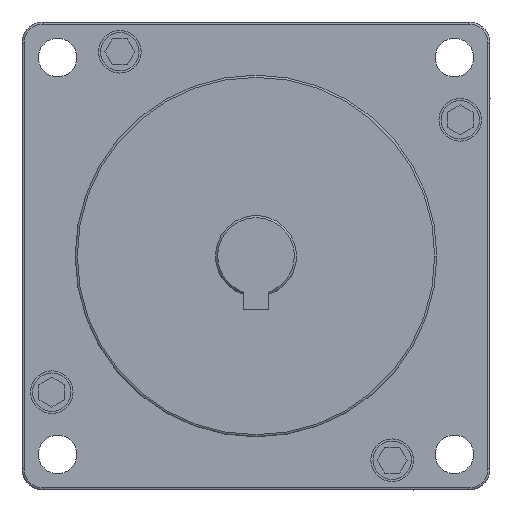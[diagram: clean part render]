
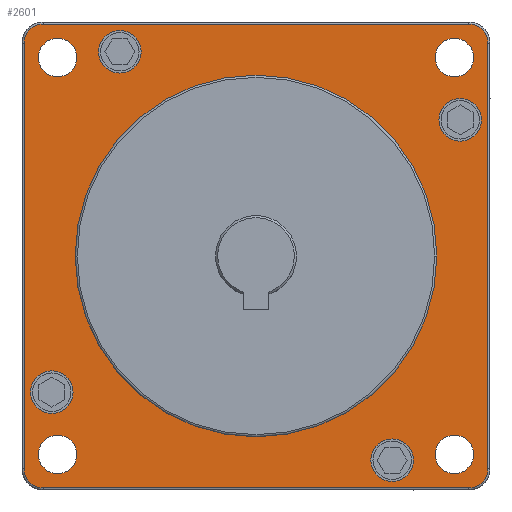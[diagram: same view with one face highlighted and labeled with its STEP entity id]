
A CAD part, left-side view. The second image highlights one B-rep face of the part: STEP entity #2601.
In plain terms, the highlighted planar face has unit normal (-1, 0, 0).
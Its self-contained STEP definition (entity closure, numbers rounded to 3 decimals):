
#1=CARTESIAN_POINT('',(0.,-46.65,-46.65));
#2=DIRECTION('',(-1.,0.,0.));
#3=DIRECTION('',(0.,-1.,0.));
#4=AXIS2_PLACEMENT_3D('',#1,#2,#3);
#6=CARTESIAN_POINT('',(0.,-46.65,-46.65));
#7=DIRECTION('',(-1.,0.,0.));
#8=DIRECTION('',(0.,1.,0.));
#9=AXIS2_PLACEMENT_3D('',#6,#7,#8);
#11=CARTESIAN_POINT('',(0.,46.65,-46.65));
#12=DIRECTION('',(-1.,0.,0.));
#13=DIRECTION('',(0.,-1.,0.));
#14=AXIS2_PLACEMENT_3D('',#11,#12,#13);
#16=CARTESIAN_POINT('',(0.,46.65,-46.65));
#17=DIRECTION('',(-1.,0.,0.));
#18=DIRECTION('',(0.,1.,0.));
#19=AXIS2_PLACEMENT_3D('',#16,#17,#18);
#21=CARTESIAN_POINT('',(0.,46.65,46.65));
#22=DIRECTION('',(-1.,0.,0.));
#23=DIRECTION('',(0.,-1.,0.));
#24=AXIS2_PLACEMENT_3D('',#21,#22,#23);
#26=CARTESIAN_POINT('',(0.,46.65,46.65));
#27=DIRECTION('',(-1.,0.,0.));
#28=DIRECTION('',(0.,1.,0.));
#29=AXIS2_PLACEMENT_3D('',#26,#27,#28);
#31=CARTESIAN_POINT('',(0.,-46.65,46.65));
#32=DIRECTION('',(-1.,0.,0.));
#33=DIRECTION('',(0.,-1.,0.));
#34=AXIS2_PLACEMENT_3D('',#31,#32,#33);
#36=CARTESIAN_POINT('',(0.,-46.65,46.65));
#37=DIRECTION('',(-1.,0.,0.));
#38=DIRECTION('',(0.,1.,0.));
#39=AXIS2_PLACEMENT_3D('',#36,#37,#38);
#41=CARTESIAN_POINT('',(0.,0.,0.));
#42=DIRECTION('',(-1.,0.,0.));
#43=DIRECTION('',(0.,1.,0.));
#44=AXIS2_PLACEMENT_3D('',#41,#42,#43);
#46=CARTESIAN_POINT('',(0.,0.,0.));
#47=DIRECTION('',(-1.,0.,0.));
#48=DIRECTION('',(0.,-1.,0.));
#49=AXIS2_PLACEMENT_3D('',#46,#47,#48);
#51=CARTESIAN_POINT('',(0.,-50.,-50.));
#52=DIRECTION('',(-1.,0.,0.));
#53=DIRECTION('',(0.,0.,-1.));
#54=AXIS2_PLACEMENT_3D('',#51,#52,#53);
#56=DIRECTION('',(0.,-1.,0.));
#57=VECTOR('',#56,100.);
#58=CARTESIAN_POINT('',(0.,50.,-54.5));
#59=LINE('',#58,#57);
#60=CARTESIAN_POINT('',(0.,50.,-50.));
#61=DIRECTION('',(-1.,0.,0.));
#62=DIRECTION('',(0.,1.,0.));
#63=AXIS2_PLACEMENT_3D('',#60,#61,#62);
#65=DIRECTION('',(0.,0.,-1.));
#66=VECTOR('',#65,100.);
#67=CARTESIAN_POINT('',(0.,54.5,50.));
#68=LINE('',#67,#66);
#69=CARTESIAN_POINT('',(0.,50.,50.));
#70=DIRECTION('',(-1.,0.,0.));
#71=DIRECTION('',(0.,0.,1.));
#72=AXIS2_PLACEMENT_3D('',#69,#70,#71);
#74=DIRECTION('',(0.,1.,0.));
#75=VECTOR('',#74,100.);
#76=CARTESIAN_POINT('',(0.,-50.,54.5));
#77=LINE('',#76,#75);
#78=CARTESIAN_POINT('',(0.,-50.,50.));
#79=DIRECTION('',(-1.,0.,0.));
#80=DIRECTION('',(0.,-1.,0.));
#81=AXIS2_PLACEMENT_3D('',#78,#79,#80);
#83=DIRECTION('',(0.,0.,1.));
#84=VECTOR('',#83,100.);
#85=CARTESIAN_POINT('',(0.,-54.5,-50.));
#86=LINE('',#85,#84);
#87=CARTESIAN_POINT('',(0.,-32.,-48.));
#88=DIRECTION('',(-1.,0.,0.));
#89=DIRECTION('',(0.,1.,0.));
#90=AXIS2_PLACEMENT_3D('',#87,#88,#89);
#92=CARTESIAN_POINT('',(0.,-32.,-48.));
#93=DIRECTION('',(-1.,0.,0.));
#94=DIRECTION('',(0.,-1.,0.));
#95=AXIS2_PLACEMENT_3D('',#92,#93,#94);
#131=CARTESIAN_POINT('',(0.,-48.,32.));
#132=DIRECTION('',(-1.,0.,0.));
#133=DIRECTION('',(0.,0.,-1.));
#134=AXIS2_PLACEMENT_3D('',#131,#132,#133);
#136=CARTESIAN_POINT('',(0.,-48.,32.));
#137=DIRECTION('',(-1.,0.,0.));
#138=DIRECTION('',(0.,0.,1.));
#139=AXIS2_PLACEMENT_3D('',#136,#137,#138);
#175=CARTESIAN_POINT('',(0.,32.,48.));
#176=DIRECTION('',(-1.,0.,0.));
#177=DIRECTION('',(0.,-1.,0.));
#178=AXIS2_PLACEMENT_3D('',#175,#176,#177);
#180=CARTESIAN_POINT('',(0.,32.,48.));
#181=DIRECTION('',(-1.,0.,0.));
#182=DIRECTION('',(0.,1.,0.));
#183=AXIS2_PLACEMENT_3D('',#180,#181,#182);
#219=CARTESIAN_POINT('',(0.,48.,-32.));
#220=DIRECTION('',(-1.,0.,0.));
#221=DIRECTION('',(0.,0.,1.));
#222=AXIS2_PLACEMENT_3D('',#219,#220,#221);
#224=CARTESIAN_POINT('',(0.,48.,-32.));
#225=DIRECTION('',(-1.,0.,0.));
#226=DIRECTION('',(0.,0.,-1.));
#227=AXIS2_PLACEMENT_3D('',#224,#225,#226);
#2064=CARTESIAN_POINT('',(0.,-51.15,-46.65));
#2065=CARTESIAN_POINT('',(0.,-42.15,-46.65));
#2066=VERTEX_POINT('',#2064);
#2067=VERTEX_POINT('',#2065);
#2068=CARTESIAN_POINT('',(0.,42.15,-46.65));
#2069=CARTESIAN_POINT('',(0.,51.15,-46.65));
#2070=VERTEX_POINT('',#2068);
#2071=VERTEX_POINT('',#2069);
#2072=CARTESIAN_POINT('',(0.,42.15,46.65));
#2073=CARTESIAN_POINT('',(0.,51.15,46.65));
#2074=VERTEX_POINT('',#2072);
#2075=VERTEX_POINT('',#2073);
#2076=CARTESIAN_POINT('',(0.,-51.15,46.65));
#2077=CARTESIAN_POINT('',(0.,-42.15,46.65));
#2078=VERTEX_POINT('',#2076);
#2079=VERTEX_POINT('',#2077);
#2296=CARTESIAN_POINT('',(0.,42.5,0.));
#2297=CARTESIAN_POINT('',(0.,-42.5,0.));
#2298=VERTEX_POINT('',#2296);
#2299=VERTEX_POINT('',#2297);
#2312=CARTESIAN_POINT('',(0.,-50.,-54.5));
#2313=CARTESIAN_POINT('',(0.,-54.5,-50.));
#2314=VERTEX_POINT('',#2312);
#2315=VERTEX_POINT('',#2313);
#2320=CARTESIAN_POINT('',(0.,-54.5,50.));
#2321=VERTEX_POINT('',#2320);
#2324=CARTESIAN_POINT('',(0.,-50.,54.5));
#2325=VERTEX_POINT('',#2324);
#2328=CARTESIAN_POINT('',(0.,50.,54.5));
#2329=VERTEX_POINT('',#2328);
#2332=CARTESIAN_POINT('',(0.,54.5,50.));
#2333=VERTEX_POINT('',#2332);
#2336=CARTESIAN_POINT('',(0.,54.5,-50.));
#2337=VERTEX_POINT('',#2336);
#2340=CARTESIAN_POINT('',(0.,50.,-54.5));
#2341=VERTEX_POINT('',#2340);
#2376=CARTESIAN_POINT('',(0.,-27.,-48.));
#2377=CARTESIAN_POINT('',(0.,-37.,-48.));
#2378=VERTEX_POINT('',#2376);
#2379=VERTEX_POINT('',#2377);
#2416=CARTESIAN_POINT('',(0.,-48.,27.));
#2417=CARTESIAN_POINT('',(0.,-48.,37.));
#2418=VERTEX_POINT('',#2416);
#2419=VERTEX_POINT('',#2417);
#2456=CARTESIAN_POINT('',(0.,27.,48.));
#2457=CARTESIAN_POINT('',(0.,37.,48.));
#2458=VERTEX_POINT('',#2456);
#2459=VERTEX_POINT('',#2457);
#2496=CARTESIAN_POINT('',(0.,48.,-27.));
#2497=CARTESIAN_POINT('',(0.,48.,-37.));
#2498=VERTEX_POINT('',#2496);
#2499=VERTEX_POINT('',#2497);
#2524=CARTESIAN_POINT('',(0.,0.,0.));
#2525=DIRECTION('',(1.,0.,0.));
#2526=DIRECTION('',(0.,-1.,0.));
#2527=AXIS2_PLACEMENT_3D('',#2524,#2525,#2526);
#2528=PLANE('',#2527);
#2530=ORIENTED_EDGE('',*,*,#2529,.F.);
#2532=ORIENTED_EDGE('',*,*,#2531,.F.);
#2534=ORIENTED_EDGE('',*,*,#2533,.F.);
#2536=ORIENTED_EDGE('',*,*,#2535,.F.);
#2538=ORIENTED_EDGE('',*,*,#2537,.F.);
#2540=ORIENTED_EDGE('',*,*,#2539,.F.);
#2542=ORIENTED_EDGE('',*,*,#2541,.F.);
#2544=ORIENTED_EDGE('',*,*,#2543,.F.);
#2545=EDGE_LOOP('',(#2530,#2532,#2534,#2536,#2538,#2540,#2542,#2544));
#2546=FACE_OUTER_BOUND('',#2545,.F.);
#2548=ORIENTED_EDGE('',*,*,#2547,.T.);
#2550=ORIENTED_EDGE('',*,*,#2549,.T.);
#2551=EDGE_LOOP('',(#2548,#2550));
#2552=FACE_BOUND('',#2551,.F.);
#2554=ORIENTED_EDGE('',*,*,#2553,.T.);
#2556=ORIENTED_EDGE('',*,*,#2555,.T.);
#2557=EDGE_LOOP('',(#2554,#2556));
#2558=FACE_BOUND('',#2557,.F.);
#2560=ORIENTED_EDGE('',*,*,#2559,.T.);
#2562=ORIENTED_EDGE('',*,*,#2561,.T.);
#2563=EDGE_LOOP('',(#2560,#2562));
#2564=FACE_BOUND('',#2563,.F.);
#2566=ORIENTED_EDGE('',*,*,#2565,.T.);
#2568=ORIENTED_EDGE('',*,*,#2567,.T.);
#2569=EDGE_LOOP('',(#2566,#2568));
#2570=FACE_BOUND('',#2569,.F.);
#2572=ORIENTED_EDGE('',*,*,#2571,.T.);
#2574=ORIENTED_EDGE('',*,*,#2573,.T.);
#2575=EDGE_LOOP('',(#2572,#2574));
#2576=FACE_BOUND('',#2575,.F.);
#2578=ORIENTED_EDGE('',*,*,#2577,.T.);
#2580=ORIENTED_EDGE('',*,*,#2579,.T.);
#2581=EDGE_LOOP('',(#2578,#2580));
#2582=FACE_BOUND('',#2581,.F.);
#2584=ORIENTED_EDGE('',*,*,#2583,.T.);
#2586=ORIENTED_EDGE('',*,*,#2585,.T.);
#2587=EDGE_LOOP('',(#2584,#2586));
#2588=FACE_BOUND('',#2587,.F.);
#2590=ORIENTED_EDGE('',*,*,#2589,.T.);
#2592=ORIENTED_EDGE('',*,*,#2591,.T.);
#2593=EDGE_LOOP('',(#2590,#2592));
#2594=FACE_BOUND('',#2593,.F.);
#2596=ORIENTED_EDGE('',*,*,#2595,.T.);
#2598=ORIENTED_EDGE('',*,*,#2597,.T.);
#2599=EDGE_LOOP('',(#2596,#2598));
#2600=FACE_BOUND('',#2599,.F.);
#5=CIRCLE('',#4,4.5);
#10=CIRCLE('',#9,4.5);
#15=CIRCLE('',#14,4.5);
#20=CIRCLE('',#19,4.5);
#25=CIRCLE('',#24,4.5);
#30=CIRCLE('',#29,4.5);
#35=CIRCLE('',#34,4.5);
#40=CIRCLE('',#39,4.5);
#45=CIRCLE('',#44,42.5);
#50=CIRCLE('',#49,42.5);
#55=CIRCLE('',#54,4.5);
#64=CIRCLE('',#63,4.5);
#73=CIRCLE('',#72,4.5);
#82=CIRCLE('',#81,4.5);
#91=CIRCLE('',#90,5.);
#96=CIRCLE('',#95,5.);
#135=CIRCLE('',#134,5.);
#140=CIRCLE('',#139,5.);
#179=CIRCLE('',#178,5.);
#184=CIRCLE('',#183,5.);
#223=CIRCLE('',#222,5.);
#228=CIRCLE('',#227,5.);
#2529=EDGE_CURVE('',#2314,#2315,#55,.T.);
#2531=EDGE_CURVE('',#2341,#2314,#59,.T.);
#2533=EDGE_CURVE('',#2337,#2341,#64,.T.);
#2535=EDGE_CURVE('',#2333,#2337,#68,.T.);
#2537=EDGE_CURVE('',#2329,#2333,#73,.T.);
#2539=EDGE_CURVE('',#2325,#2329,#77,.T.);
#2541=EDGE_CURVE('',#2321,#2325,#82,.T.);
#2543=EDGE_CURVE('',#2315,#2321,#86,.T.);
#2547=EDGE_CURVE('',#2066,#2067,#5,.T.);
#2549=EDGE_CURVE('',#2067,#2066,#10,.T.);
#2553=EDGE_CURVE('',#2070,#2071,#15,.T.);
#2555=EDGE_CURVE('',#2071,#2070,#20,.T.);
#2559=EDGE_CURVE('',#2074,#2075,#25,.T.);
#2561=EDGE_CURVE('',#2075,#2074,#30,.T.);
#2565=EDGE_CURVE('',#2078,#2079,#35,.T.);
#2567=EDGE_CURVE('',#2079,#2078,#40,.T.);
#2571=EDGE_CURVE('',#2298,#2299,#45,.T.);
#2573=EDGE_CURVE('',#2299,#2298,#50,.T.);
#2577=EDGE_CURVE('',#2378,#2379,#91,.T.);
#2579=EDGE_CURVE('',#2379,#2378,#96,.T.);
#2583=EDGE_CURVE('',#2418,#2419,#135,.T.);
#2585=EDGE_CURVE('',#2419,#2418,#140,.T.);
#2589=EDGE_CURVE('',#2458,#2459,#179,.T.);
#2591=EDGE_CURVE('',#2459,#2458,#184,.T.);
#2595=EDGE_CURVE('',#2498,#2499,#223,.T.);
#2597=EDGE_CURVE('',#2499,#2498,#228,.T.);
#2601=ADVANCED_FACE('',(#2546,#2552,#2558,#2564,#2570,#2576,#2582,#2588,#2594,
#2600),#2528,.F.);
